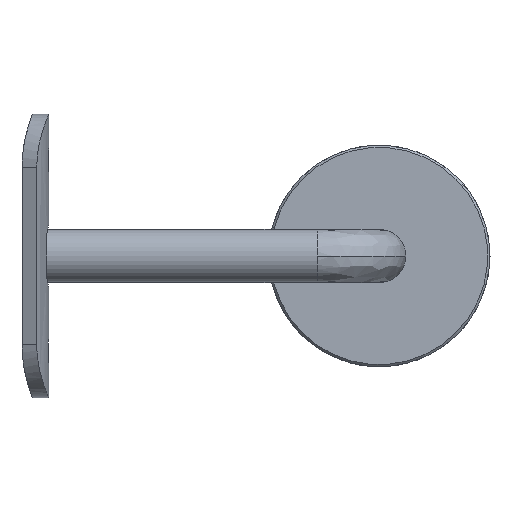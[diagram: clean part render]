
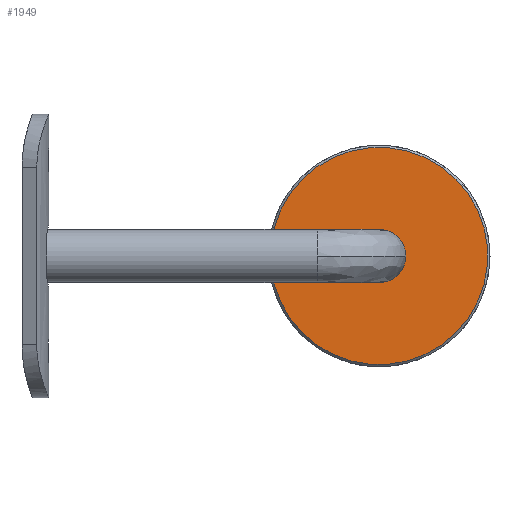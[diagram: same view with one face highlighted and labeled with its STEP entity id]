
A CAD part, left-side view. The second image highlights one B-rep face of the part: STEP entity #1949.
In plain terms, the highlighted face is planar.
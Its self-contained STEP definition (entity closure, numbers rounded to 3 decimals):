
#294 = DIRECTION ( 'NONE',  ( -1., 0., 0. ) ) ;
#365 = AXIS2_PLACEMENT_3D ( 'NONE', #2133, #294, #3304 ) ;
#453 = CARTESIAN_POINT ( 'NONE',  ( 0., 0., 0. ) ) ;
#746 = DIRECTION ( 'NONE',  ( 1., 0., 0. ) ) ;
#850 = CARTESIAN_POINT ( 'NONE',  ( 0., 0., 4.25 ) ) ;
#877 = FACE_BOUND ( 'NONE', #4695, .T. ) ;
#900 = ORIENTED_EDGE ( 'NONE', *, *, #1217, .T. ) ;
#1008 = CIRCLE ( 'NONE', #7385, 24.5 ) ;
#1217 = EDGE_CURVE ( 'NONE', #4904, #4436, #1008, .T. ) ;
#1445 = ORIENTED_EDGE ( 'NONE', *, *, #3647, .F. ) ;
#1708 = CARTESIAN_POINT ( 'NONE',  ( 0., 0., 24.5 ) ) ;
#1742 = CIRCLE ( 'NONE', #2743, 4.25 ) ;
#1949 = ADVANCED_FACE ( 'NONE', ( #877, #6282 ), #3271, .F. ) ;
#1957 = CARTESIAN_POINT ( 'NONE',  ( 0., 0., -4.25 ) ) ;
#1966 = DIRECTION ( 'NONE',  ( 1., 0., 0. ) ) ;
#2046 = CARTESIAN_POINT ( 'NONE',  ( 0., 0., -24.5 ) ) ;
#2133 = CARTESIAN_POINT ( 'NONE',  ( 0., 0., 0. ) ) ;
#2213 = DIRECTION ( 'NONE',  ( 0., 0., 1. ) ) ;
#2441 = ORIENTED_EDGE ( 'NONE', *, *, #3741, .T. ) ;
#2610 = EDGE_CURVE ( 'NONE', #6624, #6490, #1742, .T. ) ;
#2743 = AXIS2_PLACEMENT_3D ( 'NONE', #6113, #746, #5721 ) ;
#3094 = DIRECTION ( 'NONE',  ( 0., 0., -1. ) ) ;
#3184 = CARTESIAN_POINT ( 'NONE',  ( 0., 0., 0. ) ) ;
#3206 = CARTESIAN_POINT ( 'NONE',  ( 0., 0., 0. ) ) ;
#3230 = AXIS2_PLACEMENT_3D ( 'NONE', #3206, #4430, #3094 ) ;
#3271 = PLANE ( 'NONE',  #365 ) ;
#3304 = DIRECTION ( 'NONE',  ( 0., 0., 1. ) ) ;
#3647 = EDGE_CURVE ( 'NONE', #6490, #6624, #7226, .T. ) ;
#3741 = EDGE_CURVE ( 'NONE', #4436, #4904, #5993, .T. ) ;
#4430 = DIRECTION ( 'NONE',  ( 1., 0., 0. ) ) ;
#4436 = VERTEX_POINT ( 'NONE', #2046 ) ;
#4578 = EDGE_LOOP ( 'NONE', ( #900, #2441 ) ) ;
#4695 = EDGE_LOOP ( 'NONE', ( #1445, #5517 ) ) ;
#4855 = AXIS2_PLACEMENT_3D ( 'NONE', #453, #7429, #2213 ) ;
#4904 = VERTEX_POINT ( 'NONE', #1708 ) ;
#5517 = ORIENTED_EDGE ( 'NONE', *, *, #2610, .F. ) ;
#5721 = DIRECTION ( 'NONE',  ( 0., 0., -1. ) ) ;
#5993 = CIRCLE ( 'NONE', #4855, 24.5 ) ;
#6113 = CARTESIAN_POINT ( 'NONE',  ( 0., 0., 0. ) ) ;
#6282 = FACE_OUTER_BOUND ( 'NONE', #4578, .T. ) ;
#6490 = VERTEX_POINT ( 'NONE', #1957 ) ;
#6624 = VERTEX_POINT ( 'NONE', #850 ) ;
#6781 = DIRECTION ( 'NONE',  ( 0., 0., 1. ) ) ;
#7226 = CIRCLE ( 'NONE', #3230, 4.25 ) ;
#7385 = AXIS2_PLACEMENT_3D ( 'NONE', #3184, #1966, #6781 ) ;
#7429 = DIRECTION ( 'NONE',  ( 1., 0., 0. ) ) ;
